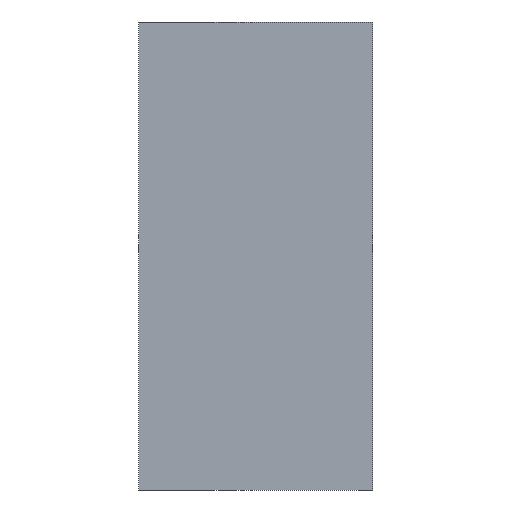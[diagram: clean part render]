
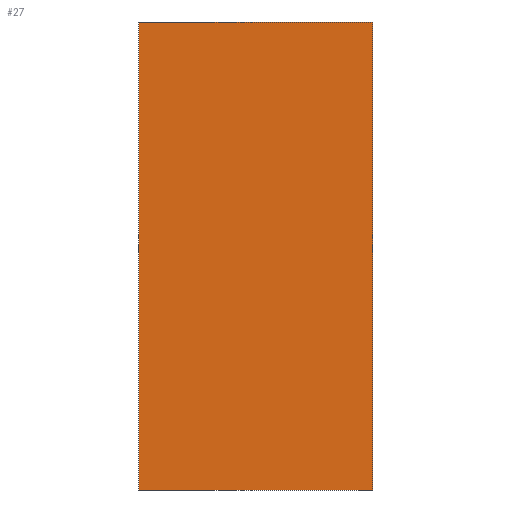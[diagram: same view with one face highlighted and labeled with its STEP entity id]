
A CAD part, left-side view. The second image highlights one B-rep face of the part: STEP entity #27.
In plain terms, the highlighted planar face has unit normal (-1, 0, 0).
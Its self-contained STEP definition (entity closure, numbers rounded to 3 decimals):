
#2 = DIRECTION ( 'NONE',  ( 0., 0., 1. ) ) ;
#7 = VERTEX_POINT ( 'NONE', #123 ) ;
#14 = ORIENTED_EDGE ( 'NONE', *, *, #53, .F. ) ;
#20 = EDGE_CURVE ( 'NONE', #7, #111, #55, .T. ) ;
#27 = ADVANCED_FACE ( 'NONE', ( #204 ), #115, .F. ) ;
#33 = DIRECTION ( 'NONE',  ( 0., -1., 0. ) ) ;
#37 = CARTESIAN_POINT ( 'NONE',  ( -400., 200., -200. ) ) ;
#38 = CARTESIAN_POINT ( 'NONE',  ( -400., 200., -200. ) ) ;
#39 = EDGE_CURVE ( 'NONE', #173, #66, #225, .T. ) ;
#43 = CARTESIAN_POINT ( 'NONE',  ( -400., 0., -200. ) ) ;
#53 = EDGE_CURVE ( 'NONE', #173, #7, #81, .T. ) ;
#55 = LINE ( 'NONE', #201, #207 ) ;
#57 = VECTOR ( 'NONE', #161, 1000. ) ;
#58 = DIRECTION ( 'NONE',  ( 1., 0., 0. ) ) ;
#59 = EDGE_LOOP ( 'NONE', ( #91, #182, #14, #110 ) ) ;
#66 = VERTEX_POINT ( 'NONE', #203 ) ;
#81 = LINE ( 'NONE', #38, #147 ) ;
#91 = ORIENTED_EDGE ( 'NONE', *, *, #145, .T. ) ;
#100 = CARTESIAN_POINT ( 'NONE',  ( -400., 0., 200. ) ) ;
#104 = CARTESIAN_POINT ( 'NONE',  ( -400., 200., -200. ) ) ;
#106 = AXIS2_PLACEMENT_3D ( 'NONE', #37, #58, #185 ) ;
#110 = ORIENTED_EDGE ( 'NONE', *, *, #39, .T. ) ;
#111 = VERTEX_POINT ( 'NONE', #100 ) ;
#115 = PLANE ( 'NONE',  #106 ) ;
#123 = CARTESIAN_POINT ( 'NONE',  ( -400., 200., 200. ) ) ;
#128 = VECTOR ( 'NONE', #139, 1000. ) ;
#139 = DIRECTION ( 'NONE',  ( 0., -1., 0. ) ) ;
#145 = EDGE_CURVE ( 'NONE', #66, #111, #230, .T. ) ;
#147 = VECTOR ( 'NONE', #2, 1000. ) ;
#161 = DIRECTION ( 'NONE',  ( 0., 0., 1. ) ) ;
#173 = VERTEX_POINT ( 'NONE', #104 ) ;
#182 = ORIENTED_EDGE ( 'NONE', *, *, #20, .F. ) ;
#185 = DIRECTION ( 'NONE',  ( 0., 0., -1. ) ) ;
#187 = CARTESIAN_POINT ( 'NONE',  ( -400., 200., -200. ) ) ;
#201 = CARTESIAN_POINT ( 'NONE',  ( -400., 200., 200. ) ) ;
#203 = CARTESIAN_POINT ( 'NONE',  ( -400., 0., -200. ) ) ;
#204 = FACE_OUTER_BOUND ( 'NONE', #59, .T. ) ;
#207 = VECTOR ( 'NONE', #33, 1000. ) ;
#225 = LINE ( 'NONE', #187, #128 ) ;
#230 = LINE ( 'NONE', #43, #57 ) ;
